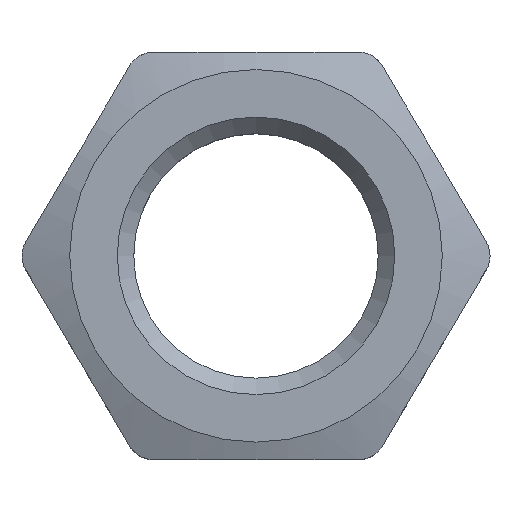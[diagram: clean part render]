
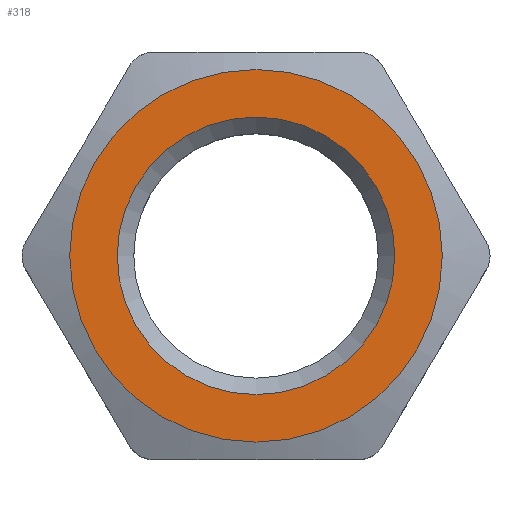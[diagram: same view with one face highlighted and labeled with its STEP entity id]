
A CAD part, top view. The second image highlights one B-rep face of the part: STEP entity #318.
In plain terms, the highlighted planar face has unit normal (0, 0, 1).
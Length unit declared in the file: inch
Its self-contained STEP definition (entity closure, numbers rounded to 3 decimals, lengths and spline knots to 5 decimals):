
#66=PLANE($,#345);
#84=FACE_BOUND($,#115,.T.);
#91=FACE_OUTER_BOUND($,#114,.T.);
#114=EDGE_LOOP($,(#226));
#115=EDGE_LOOP($,(#227));
#136=CIRCLE($,#344,0.252);
#137=CIRCLE($,#346,0.33832);
#142=VERTEX_POINT($,#438);
#143=VERTEX_POINT($,#441);
#176=EDGE_CURVE($,#142,#142,#136,.T.);
#177=EDGE_CURVE($,#143,#143,#137,.T.);
#226=ORIENTED_EDGE($,*,*,#177,.T.);
#227=ORIENTED_EDGE($,*,*,#176,.F.);
#318=ADVANCED_FACE($,(#91,#84),#66,.F.);
#344=AXIS2_PLACEMENT_3D($,#439,#379,#380);
#345=AXIS2_PLACEMENT_3D($,#440,#381,#382);
#346=AXIS2_PLACEMENT_3D($,#442,#383,#384);
#379=DIRECTION('center_axis',(0.,0.,1.));
#380=DIRECTION('ref_axis',(-1.,0.,0.));
#381=DIRECTION('center_axis',(0.,0.,-1.));
#382=DIRECTION('ref_axis',(-1.,0.,0.));
#383=DIRECTION('center_axis',(0.,0.,1.));
#384=DIRECTION('ref_axis',(1.,0.,0.));
#438=CARTESIAN_POINT('',(0.252,0.,0.31));
#439=CARTESIAN_POINT('Origin',(0.,0.,0.31));
#440=CARTESIAN_POINT('Origin',(0.,0.73416,
0.31));
#441=CARTESIAN_POINT('',(-0.33832,0.,0.31));
#442=CARTESIAN_POINT('Origin',(0.,0.,0.31));
